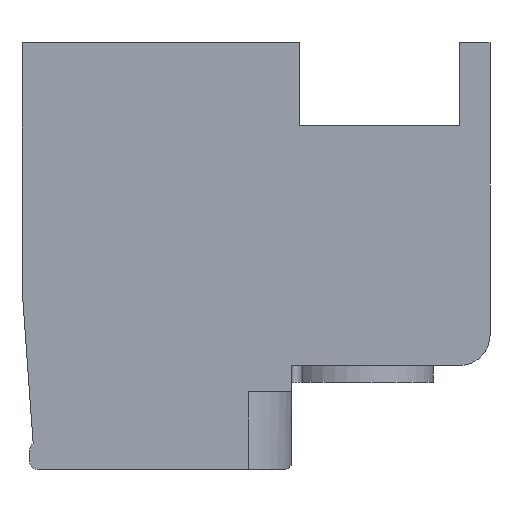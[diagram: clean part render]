
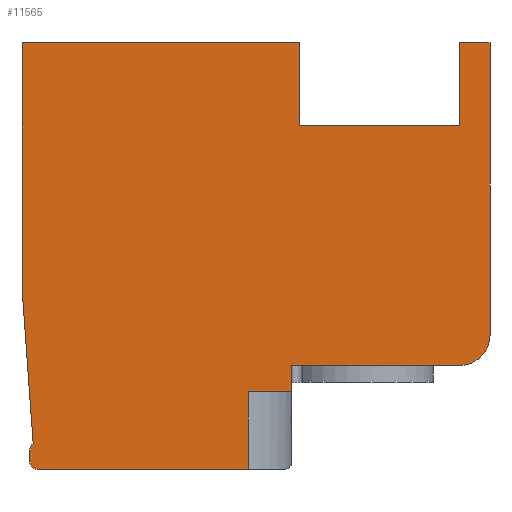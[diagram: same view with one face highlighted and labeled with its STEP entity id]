
A CAD part, front view. The second image highlights one B-rep face of the part: STEP entity #11565.
In plain terms, the highlighted planar face has unit normal (0, -1, 0).
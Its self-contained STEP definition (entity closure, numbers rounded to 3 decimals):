
#1=DIRECTION('',(0.,0.,1.));
#2=VECTOR('',#1,2.05);
#3=CARTESIAN_POINT('',(-0.15,0.,-6.175));
#4=LINE('',#3,#2);
#5=DIRECTION('',(-1.,0.,0.));
#6=VECTOR('',#5,5.6);
#7=CARTESIAN_POINT('',(-0.15,0.,-6.175));
#8=LINE('',#7,#6);
#9=CARTESIAN_POINT('',(-5.75,0.,-5.975));
#10=DIRECTION('',(0.,1.,0.));
#11=DIRECTION('',(0.,0.,-1.));
#12=AXIS2_PLACEMENT_3D('',#9,#10,#11);
#14=DIRECTION('',(0.,0.,1.));
#15=VECTOR('',#14,0.3);
#16=CARTESIAN_POINT('',(-5.95,0.,-5.975));
#17=LINE('',#16,#15);
#18=CARTESIAN_POINT('',(-5.75,0.,-5.675));
#19=DIRECTION('',(0.,1.,0.));
#20=DIRECTION('',(-1.,0.,0.));
#21=AXIS2_PLACEMENT_3D('',#18,#19,#20);
#23=DIRECTION('',(-0.072,0.,0.997));
#24=VECTOR('',#23,4.13);
#25=CARTESIAN_POINT('',(-5.854,0.,-5.504));
#26=LINE('',#25,#24);
#27=DIRECTION('',(0.,0.,1.));
#28=VECTOR('',#27,6.51);
#29=CARTESIAN_POINT('',(-6.15,0.,-1.385));
#30=LINE('',#29,#28);
#31=DIRECTION('',(1.,0.,0.));
#32=VECTOR('',#31,7.35);
#33=CARTESIAN_POINT('',(-6.15,0.,5.125));
#34=LINE('',#33,#32);
#35=DIRECTION('',(0.,0.,-1.));
#36=VECTOR('',#35,2.2);
#37=CARTESIAN_POINT('',(1.2,0.,5.125));
#38=LINE('',#37,#36);
#39=DIRECTION('',(1.,0.,0.));
#40=VECTOR('',#39,4.25);
#41=CARTESIAN_POINT('',(1.2,0.,2.925));
#42=LINE('',#41,#40);
#43=DIRECTION('',(0.,0.,1.));
#44=VECTOR('',#43,2.2);
#45=CARTESIAN_POINT('',(5.45,0.,2.925));
#46=LINE('',#45,#44);
#47=DIRECTION('',(1.,0.,0.));
#48=VECTOR('',#47,0.8);
#49=CARTESIAN_POINT('',(5.45,0.,5.125));
#50=LINE('',#49,#48);
#51=DIRECTION('',(0.,0.,-1.));
#52=VECTOR('',#51,7.75);
#53=CARTESIAN_POINT('',(6.25,0.,5.125));
#54=LINE('',#53,#52);
#55=CARTESIAN_POINT('',(5.45,0.,-2.625));
#56=DIRECTION('',(0.,1.,0.));
#57=DIRECTION('',(1.,0.,0.));
#58=AXIS2_PLACEMENT_3D('',#55,#56,#57);
#60=DIRECTION('',(-1.,0.,0.));
#61=VECTOR('',#60,4.45);
#62=CARTESIAN_POINT('',(5.45,0.,-3.425));
#63=LINE('',#62,#61);
#64=DIRECTION('',(0.,0.,-1.));
#65=VECTOR('',#64,0.7);
#66=CARTESIAN_POINT('',(1.,0.,-3.425));
#67=LINE('',#66,#65);
#68=DIRECTION('',(1.,0.,0.));
#69=VECTOR('',#68,1.15);
#70=CARTESIAN_POINT('',(-0.15,0.,-4.125));
#71=LINE('',#70,#69);
#8912=CARTESIAN_POINT('',(6.25,0.,5.125));
#8913=CARTESIAN_POINT('',(6.25,0.,-2.625));
#8914=VERTEX_POINT('',#8912);
#8915=VERTEX_POINT('',#8913);
#8916=CARTESIAN_POINT('',(5.45,0.,-3.425));
#8917=VERTEX_POINT('',#8916);
#8918=CARTESIAN_POINT('',(1.,0.,-3.425));
#8919=VERTEX_POINT('',#8918);
#8920=CARTESIAN_POINT('',(-5.75,0.,-6.175));
#8921=CARTESIAN_POINT('',(-5.95,0.,-5.975));
#8922=VERTEX_POINT('',#8920);
#8923=VERTEX_POINT('',#8921);
#8924=CARTESIAN_POINT('',(-5.95,0.,-5.675));
#8925=VERTEX_POINT('',#8924);
#8926=CARTESIAN_POINT('',(-5.854,0.,-5.504));
#8927=VERTEX_POINT('',#8926);
#8928=CARTESIAN_POINT('',(-6.15,0.,-1.385));
#8929=VERTEX_POINT('',#8928);
#8930=CARTESIAN_POINT('',(-6.15,0.,5.125));
#8931=VERTEX_POINT('',#8930);
#8932=CARTESIAN_POINT('',(1.2,0.,5.125));
#8933=CARTESIAN_POINT('',(1.2,0.,2.925));
#8934=VERTEX_POINT('',#8932);
#8935=VERTEX_POINT('',#8933);
#8936=CARTESIAN_POINT('',(5.45,0.,2.925));
#8937=VERTEX_POINT('',#8936);
#8938=CARTESIAN_POINT('',(5.45,0.,5.125));
#8939=VERTEX_POINT('',#8938);
#9110=CARTESIAN_POINT('',(-0.15,0.,-6.175));
#9111=CARTESIAN_POINT('',(-0.15,0.,-4.125));
#9112=VERTEX_POINT('',#9110);
#9113=VERTEX_POINT('',#9111);
#9114=CARTESIAN_POINT('',(1.,0.,-4.125));
#9115=VERTEX_POINT('',#9114);
#11524=CARTESIAN_POINT('',(0.,0.,0.));
#11525=DIRECTION('',(0.,1.,0.));
#11526=DIRECTION('',(1.,0.,0.));
#11527=AXIS2_PLACEMENT_3D('',#11524,#11525,#11526);
#11528=PLANE('',#11527);
#11530=ORIENTED_EDGE('',*,*,#11529,.F.);
#11532=ORIENTED_EDGE('',*,*,#11531,.T.);
#11534=ORIENTED_EDGE('',*,*,#11533,.T.);
#11536=ORIENTED_EDGE('',*,*,#11535,.T.);
#11538=ORIENTED_EDGE('',*,*,#11537,.T.);
#11540=ORIENTED_EDGE('',*,*,#11539,.T.);
#11542=ORIENTED_EDGE('',*,*,#11541,.T.);
#11544=ORIENTED_EDGE('',*,*,#11543,.T.);
#11546=ORIENTED_EDGE('',*,*,#11545,.T.);
#11548=ORIENTED_EDGE('',*,*,#11547,.T.);
#11550=ORIENTED_EDGE('',*,*,#11549,.T.);
#11552=ORIENTED_EDGE('',*,*,#11551,.T.);
#11554=ORIENTED_EDGE('',*,*,#11553,.T.);
#11556=ORIENTED_EDGE('',*,*,#11555,.T.);
#11558=ORIENTED_EDGE('',*,*,#11557,.T.);
#11560=ORIENTED_EDGE('',*,*,#11559,.T.);
#11562=ORIENTED_EDGE('',*,*,#11561,.F.);
#11563=EDGE_LOOP('',(#11530,#11532,#11534,#11536,#11538,#11540,#11542,#11544,
#11546,#11548,#11550,#11552,#11554,#11556,#11558,#11560,#11562));
#11564=FACE_OUTER_BOUND('',#11563,.F.);
#11565=ADVANCED_FACE('',(#11564),#11528,.F.);
#13=CIRCLE('',#12,0.2);
#22=CIRCLE('',#21,0.2);
#59=CIRCLE('',#58,0.8);
#11529=EDGE_CURVE('',#9112,#9113,#4,.T.);
#11531=EDGE_CURVE('',#9112,#8922,#8,.T.);
#11533=EDGE_CURVE('',#8922,#8923,#13,.T.);
#11535=EDGE_CURVE('',#8923,#8925,#17,.T.);
#11537=EDGE_CURVE('',#8925,#8927,#22,.T.);
#11539=EDGE_CURVE('',#8927,#8929,#26,.T.);
#11541=EDGE_CURVE('',#8929,#8931,#30,.T.);
#11543=EDGE_CURVE('',#8931,#8934,#34,.T.);
#11545=EDGE_CURVE('',#8934,#8935,#38,.T.);
#11547=EDGE_CURVE('',#8935,#8937,#42,.T.);
#11549=EDGE_CURVE('',#8937,#8939,#46,.T.);
#11551=EDGE_CURVE('',#8939,#8914,#50,.T.);
#11553=EDGE_CURVE('',#8914,#8915,#54,.T.);
#11555=EDGE_CURVE('',#8915,#8917,#59,.T.);
#11557=EDGE_CURVE('',#8917,#8919,#63,.T.);
#11559=EDGE_CURVE('',#8919,#9115,#67,.T.);
#11561=EDGE_CURVE('',#9113,#9115,#71,.T.);
